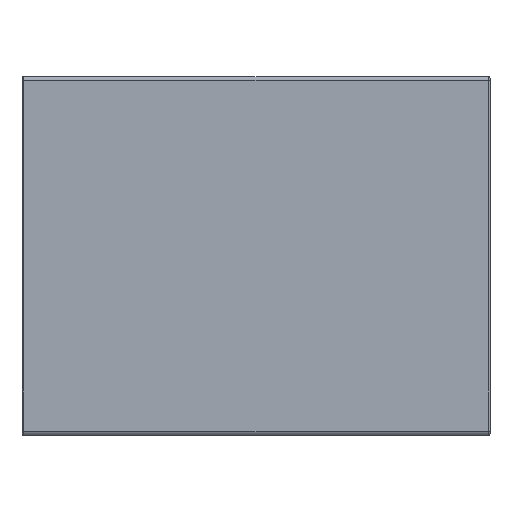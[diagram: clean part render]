
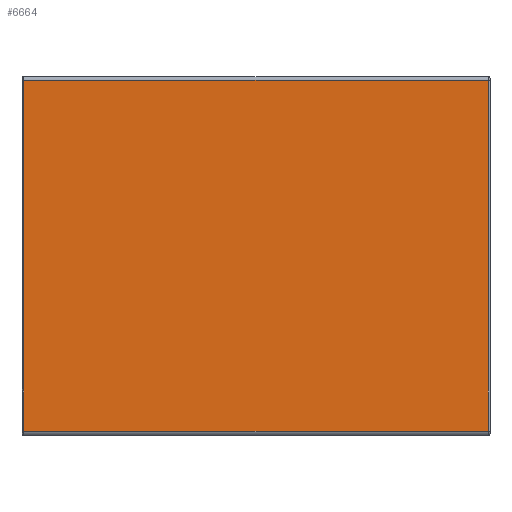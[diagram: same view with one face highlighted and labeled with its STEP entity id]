
A CAD part, top view. The second image highlights one B-rep face of the part: STEP entity #6664.
In plain terms, the highlighted planar face has unit normal (0, 0, 1).
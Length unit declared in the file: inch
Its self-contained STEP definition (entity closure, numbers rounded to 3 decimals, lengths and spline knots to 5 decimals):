
#189=PLANE('',#7152);
#320=LINE('',#13140,#773);
#325=LINE('',#13194,#778);
#327=LINE('',#13200,#780);
#328=LINE('',#13201,#781);
#773=VECTOR('',#8059,0.3937);
#778=VECTOR('',#8090,0.3937);
#780=VECTOR('',#8096,0.3937);
#781=VECTOR('',#8097,0.3937);
#1442=FACE_OUTER_BOUND('',#1903,.T.);
#1903=EDGE_LOOP('',(#4707,#4708,#4709,#4710));
#2997=VERTEX_POINT('',#13130);
#2999=VERTEX_POINT('',#13136);
#3009=VERTEX_POINT('',#13193);
#3011=VERTEX_POINT('',#13199);
#3616=EDGE_CURVE('',#2997,#2999,#320,.T.);
#3631=EDGE_CURVE('',#3009,#2999,#325,.T.);
#3634=EDGE_CURVE('',#3011,#2997,#327,.T.);
#3635=EDGE_CURVE('',#3009,#3011,#328,.T.);
#4707=ORIENTED_EDGE('',*,*,#3616,.F.);
#4708=ORIENTED_EDGE('',*,*,#3634,.F.);
#4709=ORIENTED_EDGE('',*,*,#3635,.F.);
#4710=ORIENTED_EDGE('',*,*,#3631,.T.);
#6664=ADVANCED_FACE('',(#1442),#189,.T.);
#7152=AXIS2_PLACEMENT_3D('',#13198,#8094,#8095);
#8059=DIRECTION('',(0.,-1.,0.));
#8090=DIRECTION('',(1.,0.,0.));
#8094=DIRECTION('center_axis',(0.,0.,1.));
#8095=DIRECTION('ref_axis',(-1.,0.,0.));
#8096=DIRECTION('',(1.,0.,0.));
#8097=DIRECTION('',(0.,1.,0.));
#13130=CARTESIAN_POINT('',(0.23303,0.04606,0.28));
#13136=CARTESIAN_POINT('',(0.23303,-0.30606,0.28));
#13140=CARTESIAN_POINT('',(0.23303,-0.22,0.28));
#13193=CARTESIAN_POINT('',(-0.23303,-0.30606,0.28));
#13194=CARTESIAN_POINT('',(0.207,-0.30606,0.28));
#13198=CARTESIAN_POINT('Origin',(0.0965,-0.31,0.28));
#13199=CARTESIAN_POINT('',(-0.23303,0.04606,0.28));
#13200=CARTESIAN_POINT('',(0.207,0.04606,0.28));
#13201=CARTESIAN_POINT('',(-0.23303,-0.31,0.28));
